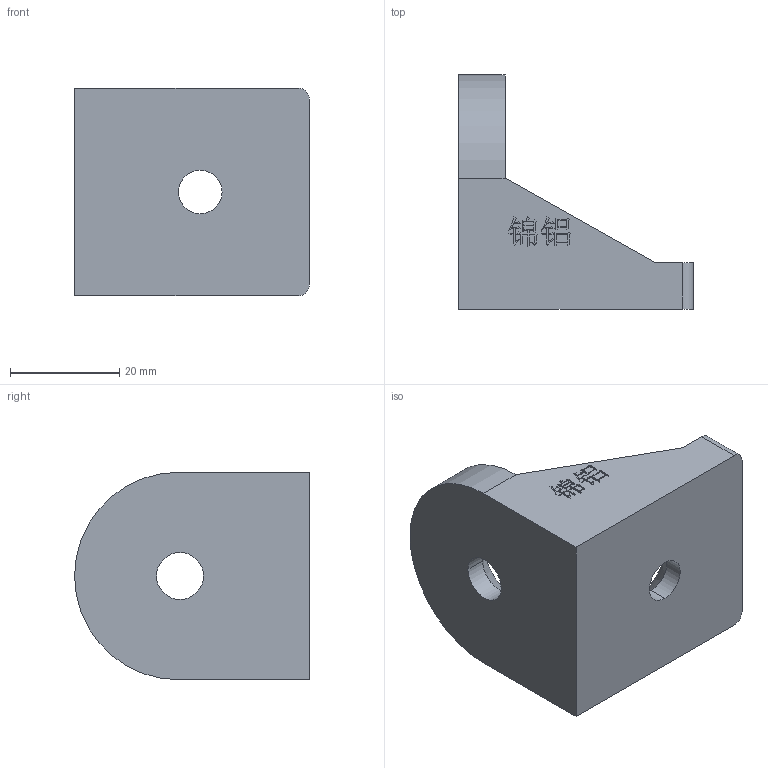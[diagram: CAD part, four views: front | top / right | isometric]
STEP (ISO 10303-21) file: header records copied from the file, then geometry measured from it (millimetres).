
FILE_DESCRIPTION (( 'STEP AP203' ), '1' );
FILE_NAME ('4040转向角件.STEP', '2019-07-24T08:35:31', ( '微软用户' ), ( '微软中国' ), 'SwSTEP 2.0', 'SolidWorks 2015', '' );
FILE_SCHEMA (( 'CONFIG_CONTROL_DESIGN' ));
Length unit declared in the file: millimetre
Products named in the file (1): 4040蛌砃褒璃
Bounding box: 43 x 43 x 38 mm (x, y, z)
Volume: 23416.7 mm3; surface area: 8324 mm2
Topology: 1 solids, 1 shells, 176 faces, 489 edges, 324 vertices
Faces by surface type: plane 137, bspline 28, cylinder 7, cone 4
Entity records: 6520 total; most frequent: CARTESIAN_POINT 2098, ORIENTED_EDGE 978, DIRECTION 749, EDGE_CURVE 489, VECTOR 415, LINE 415, VERTEX_POINT 324, EDGE_LOOP 189
